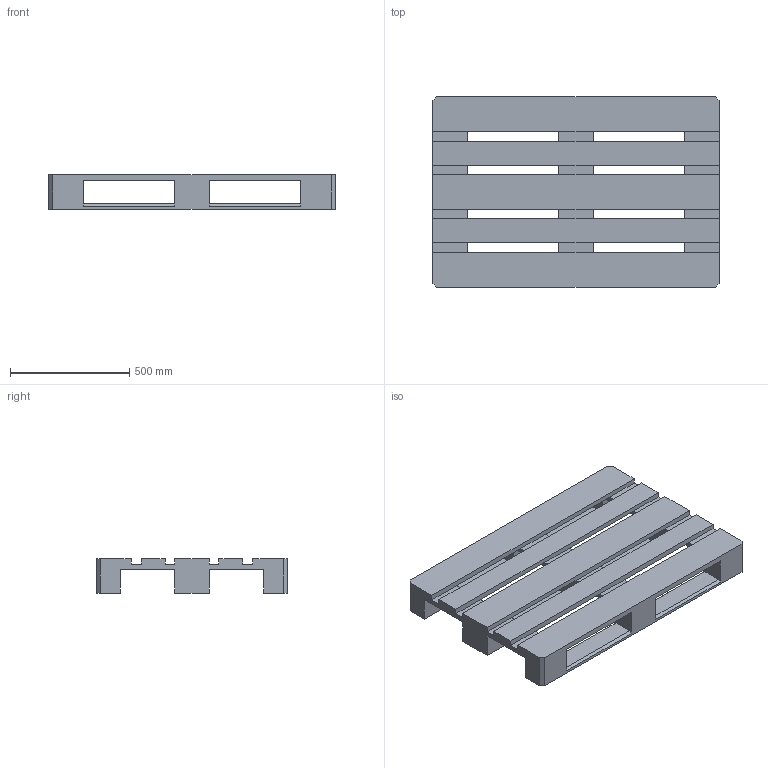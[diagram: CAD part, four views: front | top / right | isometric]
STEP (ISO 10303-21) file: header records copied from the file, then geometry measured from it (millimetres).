
FILE_DESCRIPTION(('FreeCAD Model'),'2;1');
FILE_NAME('Pallet_EUR_1.step','2013-07-05T12:42:02',('FreeCAD'),( 'FreeCAD'),'Open CASCADE STEP processor 6.3','FreeCAD','Unknown');
FILE_SCHEMA(('AUTOMOTIVE_DESIGN_CC2 { 1 2 10303 214 -1 1 5 4 }'));
Length unit declared in the file: millimetre
Products named in the file (1): EuropaletteCham
Bounding box: 1200 x 800 x 144 mm (x, y, z)
Volume: 44965950 mm3; surface area: 3120625.2 mm2
Topology: 1 solids, 1 shells, 78 faces, 292 edges, 192 vertices
Faces by surface type: plane 78
Entity records: 6885 total; most frequent: CARTESIAN_POINT 1147, DIRECTION 1034, LINE 876, VECTOR 876, ORIENTED_EDGE 584, PCURVE 584, DEFINITIONAL_REPRESENTATION 584, EDGE_CURVE 292
